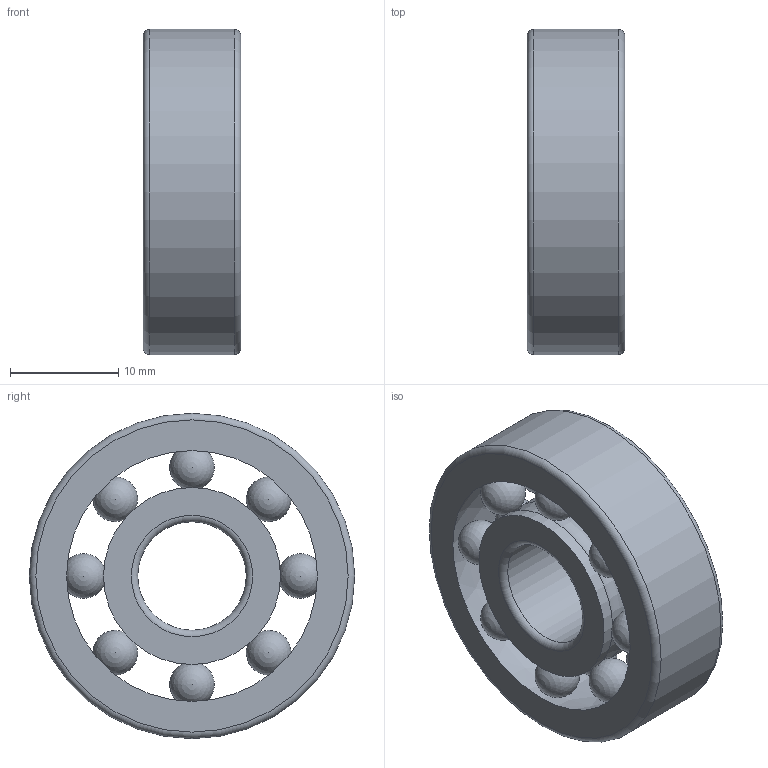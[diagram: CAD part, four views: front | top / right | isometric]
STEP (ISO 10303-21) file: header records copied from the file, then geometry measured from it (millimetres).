
FILE_DESCRIPTION(/* description */ ('STEP AP214'),/* implementation_level */ '2;1');
FILE_NAME(/* name */ '1200S',/* time_stamp */ '2024-10-03T15:08:01+02:00',/* author */ ('License CC BY-ND 4.0'),/* organization */ ('CADENAS'),/* preprocessor_version */ 'ST-DEVELOPER v19.3',/* originating_system */ 'PARTsolutions',/* authorisation */ ' ');
FILE_SCHEMA (('AUTOMOTIVE_DESIGN {1 0 10303 214 3 1 1}'));
Length unit declared in the file: millimetre
Products named in the file (4): 1200S; 1200S Inner ring; 1200S Outer ring; 1200S Ball
Assembly tree (18 placements, depth 2):
  1200S
    1200S Inner ring
    1200S Outer ring
    1200S Ball  x16
Bounding box: 9 x 30 x 30 mm (x, y, z)
Volume: 3918.4 mm3; surface area: 3929.2 mm2
Topology: 18 solids, 18 shells, 32 faces, 76 edges, 48 vertices
Faces by surface type: sphere 17, torus 6, cylinder 5, plane 4
Full cylindrical faces by diameter (mm): 10 x1, 16.32 x3, 30 x1
Entity records: 567 total; most frequent: DIRECTION 104, CARTESIAN_POINT 69, AXIS2_PLACEMENT_3D 52, FACE_BOUND 33, ORIENTED_EDGE 32, EDGE_LOOP 32, PRODUCT_DEFINITION_SHAPE 22, CONTEXT_DEPENDENT_SHAPE_REPRESENTATION 18
